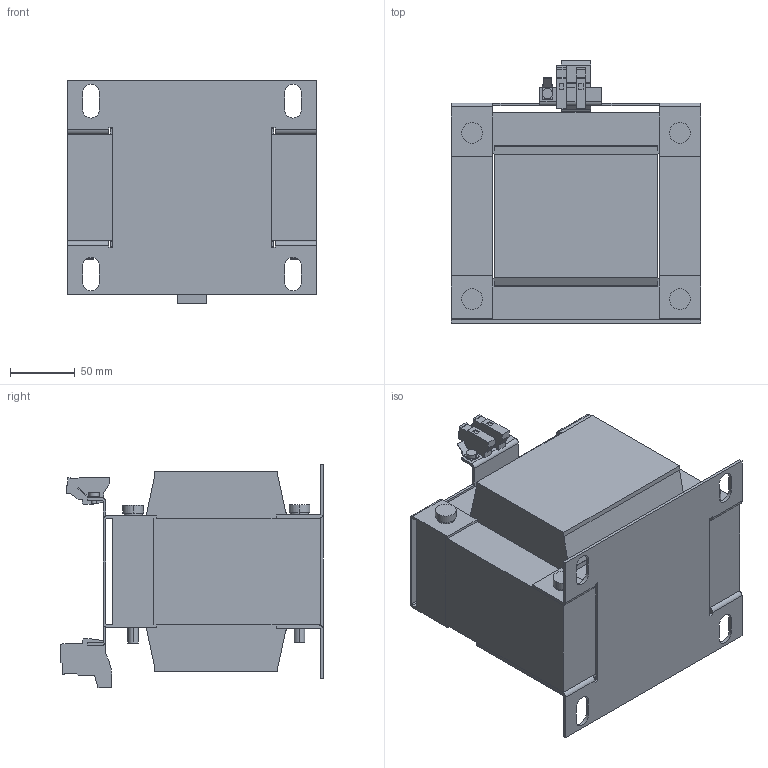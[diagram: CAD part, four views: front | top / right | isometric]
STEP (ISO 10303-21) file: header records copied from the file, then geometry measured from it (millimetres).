
FILE_DESCRIPTION (( 'STEP AP203' ), '1' );
FILE_NAME ('CT-200-060-12-0.step', '2024-10-31T16:57:51', ( '' ), ( '' ), 'SwSTEP 2.0', 'SolidWorks 2023', '' );
FILE_SCHEMA (( 'CONFIG_CONTROL_DESIGN' ));
Length unit declared in the file: inch
Products named in the file (1): CT-200-060-12-0
Bounding box: 192 x 202.4 x 171.8 mm (x, y, z)
Volume: 3572036.6 mm3; surface area: 319269.6 mm2
Topology: 1 solids, 1 shells, 325 faces, 905 edges, 598 vertices
Faces by surface type: plane 243, cylinder 82
Entity records: 10480 total; most frequent: CARTESIAN_POINT 1829, ORIENTED_EDGE 1810, DIRECTION 1731, EDGE_CURVE 905, LINE 731, VECTOR 731, VERTEX_POINT 598, AXIS2_PLACEMENT_3D 500
